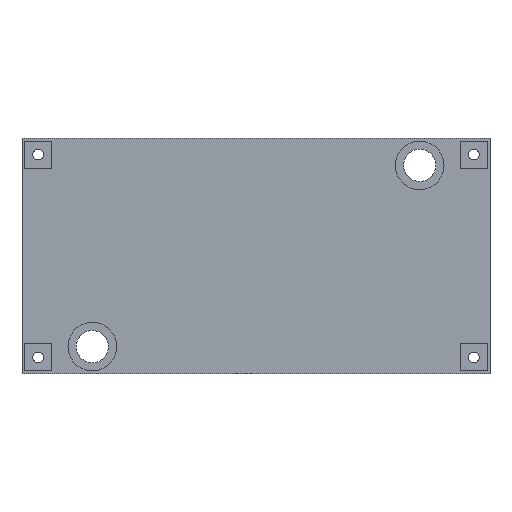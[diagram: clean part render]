
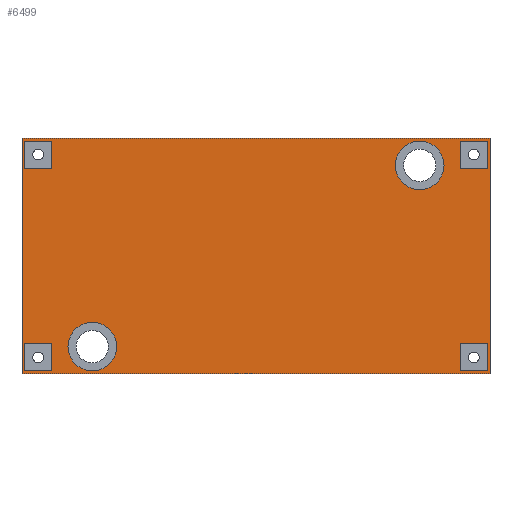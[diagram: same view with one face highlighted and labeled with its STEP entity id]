
A CAD part, front view. The second image highlights one B-rep face of the part: STEP entity #6499.
In plain terms, the highlighted planar face has unit normal (0, -1, 0).
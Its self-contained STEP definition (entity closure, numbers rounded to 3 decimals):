
#455=FACE_BOUND('',#1161,.T.);
#456=FACE_BOUND('',#1162,.T.);
#457=FACE_BOUND('',#1163,.T.);
#458=FACE_BOUND('',#1164,.T.);
#459=FACE_BOUND('',#1165,.T.);
#460=FACE_BOUND('',#1166,.T.);
#495=PLANE('',#7100);
#750=FACE_OUTER_BOUND('',#1160,.T.);
#1160=EDGE_LOOP('',(#4606,#4607,#4608,#4609));
#1161=EDGE_LOOP('',(#4610));
#1162=EDGE_LOOP('',(#4611));
#1163=EDGE_LOOP('',(#4612));
#1164=EDGE_LOOP('',(#4613));
#1165=EDGE_LOOP('',(#4614));
#1166=EDGE_LOOP('',(#4615));
#1594=LINE('',#9395,#2226);
#1598=LINE('',#9403,#2230);
#1601=LINE('',#9409,#2233);
#1604=LINE('',#9414,#2236);
#2226=VECTOR('',#7673,10.);
#2230=VECTOR('',#7679,10.);
#2233=VECTOR('',#7684,10.);
#2236=VECTOR('',#7689,10.);
#2853=CIRCLE('',#7079,1.5);
#2855=CIRCLE('',#7082,0.5);
#2857=CIRCLE('',#7085,0.5);
#2859=CIRCLE('',#7088,1.5);
#2861=CIRCLE('',#7091,0.5);
#2863=CIRCLE('',#7094,0.5);
#3018=VERTEX_POINT('',#9359);
#3020=VERTEX_POINT('',#9365);
#3022=VERTEX_POINT('',#9371);
#3024=VERTEX_POINT('',#9377);
#3026=VERTEX_POINT('',#9383);
#3028=VERTEX_POINT('',#9389);
#3029=VERTEX_POINT('',#9393);
#3030=VERTEX_POINT('',#9394);
#3033=VERTEX_POINT('',#9402);
#3035=VERTEX_POINT('',#9408);
#3625=EDGE_CURVE('',#3018,#3018,#2853,.T.);
#3628=EDGE_CURVE('',#3020,#3020,#2855,.T.);
#3631=EDGE_CURVE('',#3022,#3022,#2857,.T.);
#3634=EDGE_CURVE('',#3024,#3024,#2859,.T.);
#3637=EDGE_CURVE('',#3026,#3026,#2861,.T.);
#3640=EDGE_CURVE('',#3028,#3028,#2863,.T.);
#3641=EDGE_CURVE('',#3029,#3030,#1594,.T.);
#3645=EDGE_CURVE('',#3033,#3029,#1598,.T.);
#3648=EDGE_CURVE('',#3035,#3033,#1601,.T.);
#3651=EDGE_CURVE('',#3030,#3035,#1604,.T.);
#4606=ORIENTED_EDGE('',*,*,#3651,.F.);
#4607=ORIENTED_EDGE('',*,*,#3641,.F.);
#4608=ORIENTED_EDGE('',*,*,#3645,.F.);
#4609=ORIENTED_EDGE('',*,*,#3648,.F.);
#4610=ORIENTED_EDGE('',*,*,#3640,.F.);
#4611=ORIENTED_EDGE('',*,*,#3637,.F.);
#4612=ORIENTED_EDGE('',*,*,#3634,.F.);
#4613=ORIENTED_EDGE('',*,*,#3631,.F.);
#4614=ORIENTED_EDGE('',*,*,#3628,.F.);
#4615=ORIENTED_EDGE('',*,*,#3625,.F.);
#6499=ADVANCED_FACE('',(#750,#455,#456,#457,#458,#459,#460),#495,.F.);
#7079=AXIS2_PLACEMENT_3D('',#9361,#7634,#7635);
#7082=AXIS2_PLACEMENT_3D('',#9367,#7641,#7642);
#7085=AXIS2_PLACEMENT_3D('',#9373,#7648,#7649);
#7088=AXIS2_PLACEMENT_3D('',#9379,#7655,#7656);
#7091=AXIS2_PLACEMENT_3D('',#9385,#7662,#7663);
#7094=AXIS2_PLACEMENT_3D('',#9391,#7669,#7670);
#7100=AXIS2_PLACEMENT_3D('',#9417,#7693,#7694);
#7634=DIRECTION('center_axis',(0.,-1.,0.));
#7635=DIRECTION('ref_axis',(1.,0.,0.));
#7641=DIRECTION('center_axis',(0.,-1.,0.));
#7642=DIRECTION('ref_axis',(1.,0.,0.));
#7648=DIRECTION('center_axis',(0.,-1.,0.));
#7649=DIRECTION('ref_axis',(1.,0.,0.));
#7655=DIRECTION('center_axis',(0.,-1.,0.));
#7656=DIRECTION('ref_axis',(1.,0.,0.));
#7662=DIRECTION('center_axis',(0.,-1.,0.));
#7663=DIRECTION('ref_axis',(1.,0.,0.));
#7669=DIRECTION('center_axis',(0.,-1.,0.));
#7670=DIRECTION('ref_axis',(1.,0.,0.));
#7673=DIRECTION('',(-1.,0.,0.));
#7679=DIRECTION('',(0.,0.,-1.));
#7684=DIRECTION('',(1.,0.,0.));
#7689=DIRECTION('',(0.,0.,1.));
#7693=DIRECTION('center_axis',(0.,1.,0.));
#7694=DIRECTION('ref_axis',(1.,0.,0.));
#9359=CARTESIAN_POINT('',(35.25,0.,-2.5));
#9361=CARTESIAN_POINT('Origin',(36.75,0.,-2.5));
#9365=CARTESIAN_POINT('',(1.,0.,-1.5));
#9367=CARTESIAN_POINT('Origin',(1.5,0.,-1.5));
#9371=CARTESIAN_POINT('',(1.,0.,-20.25));
#9373=CARTESIAN_POINT('Origin',(1.5,0.,-20.25));
#9377=CARTESIAN_POINT('',(5.,0.,-19.25));
#9379=CARTESIAN_POINT('Origin',(6.5,0.,-19.25));
#9383=CARTESIAN_POINT('',(41.25,0.,-20.25));
#9385=CARTESIAN_POINT('Origin',(41.75,0.,-20.25));
#9389=CARTESIAN_POINT('',(41.25,0.,-1.5));
#9391=CARTESIAN_POINT('Origin',(41.75,0.,-1.5));
#9393=CARTESIAN_POINT('',(43.25,0.,-21.75));
#9394=CARTESIAN_POINT('',(0.,0.,-21.75));
#9395=CARTESIAN_POINT('',(43.25,0.,-21.75));
#9402=CARTESIAN_POINT('',(43.25,0.,0.));
#9403=CARTESIAN_POINT('',(43.25,0.,0.));
#9408=CARTESIAN_POINT('',(0.,0.,0.));
#9409=CARTESIAN_POINT('',(0.,0.,0.));
#9414=CARTESIAN_POINT('',(0.,0.,-21.75));
#9417=CARTESIAN_POINT('Origin',(21.625,0.,-10.875));
